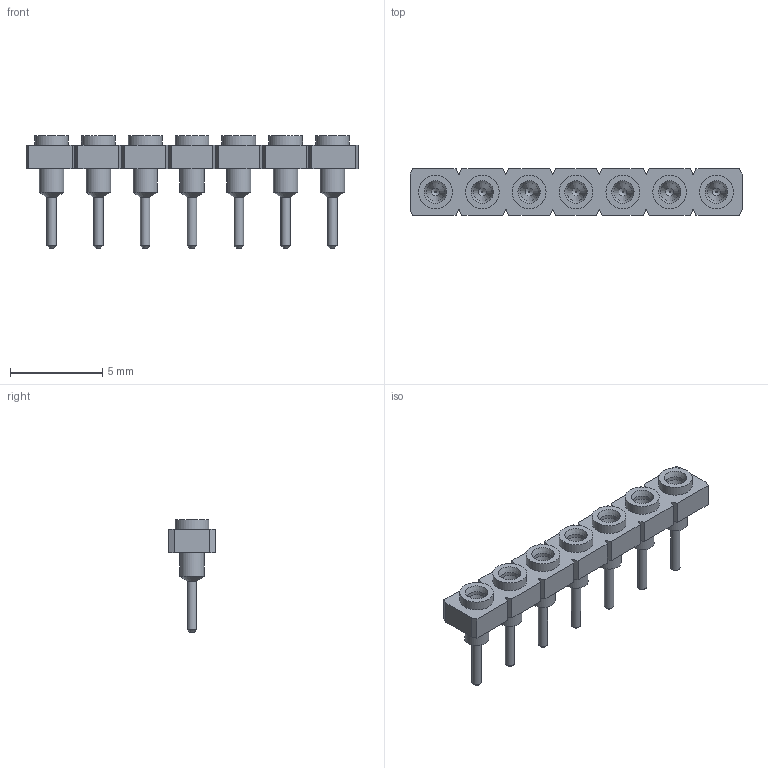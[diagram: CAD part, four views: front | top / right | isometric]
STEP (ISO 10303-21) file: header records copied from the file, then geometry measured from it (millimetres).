
FILE_DESCRIPTION(('STEP AP214'), '1');
FILE_NAME('SL-105-TT-11', '2017-07-15T12:47:54', ('Nobody'), (''), 'ASCON STEP Converter 1.3', 'ASCON Math Kernel', '');
FILE_SCHEMA(('AUTOMOTIVE_DESIGN { 1 0 10303 214 3 1 1}'));
Length unit declared in the file: millimetre
Assembly tree (7 placements, depth 2):
  (unnamed)
    (unnamed)  x7
Bounding box: 18.01 x 2.54 x 6.1 mm (x, y, z)
Volume: 71.1 mm3; surface area: 396.5 mm2
Topology: 8 solids, 8 shells, 191 faces, 392 edges, 245 vertices
Faces by surface type: plane 88, cylinder 61, cone 42
Full cylindrical faces by diameter (mm): 0.51 x7, 1 x14, 1.32 x21, 1.83 x7
Entity records: 3400 total; most frequent: DIRECTION 436, CARTESIAN_POINT 433, ORIENTED_EDGE 398, EDGE_CURVE 199, AXIS2_PLACEMENT_3D 146, LINE 144, VECTOR 144, VERTEX_POINT 143
